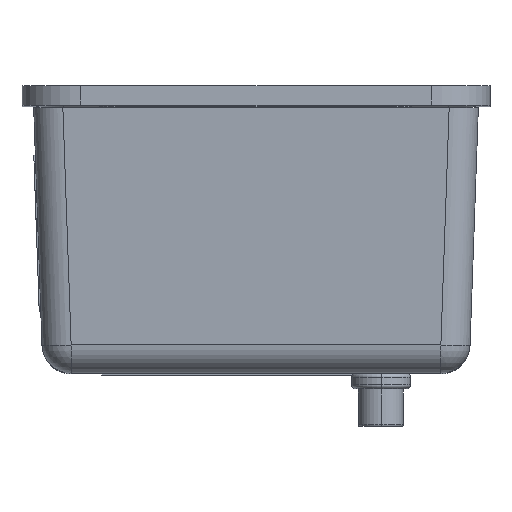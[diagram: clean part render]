
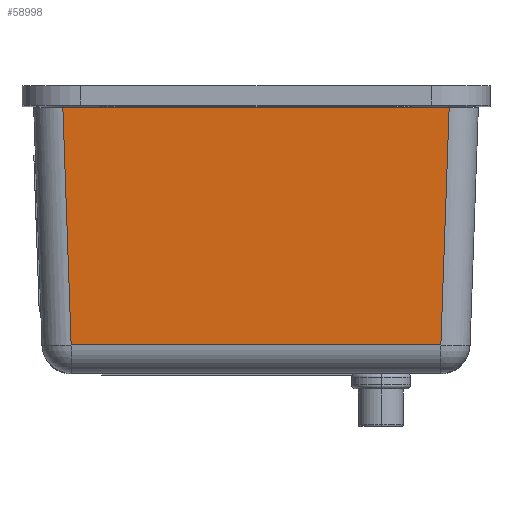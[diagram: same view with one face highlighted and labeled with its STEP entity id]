
A CAD part, top view. The second image highlights one B-rep face of the part: STEP entity #58998.
In plain terms, the highlighted face is planar.
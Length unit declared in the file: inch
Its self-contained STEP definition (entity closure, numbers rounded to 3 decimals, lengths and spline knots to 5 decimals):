
#12239 = VECTOR ( 'NONE', #231234, 39.37008 ) ;
#27896 = ORIENTED_EDGE ( 'NONE', *, *, #249836, .F. ) ;
#49248 = DIRECTION ( 'NONE',  ( 0.035, -0.999, 0.035 ) ) ;
#51487 = CARTESIAN_POINT ( 'NONE',  ( -1.5, 0., -1.425 ) ) ;
#54454 = DIRECTION ( 'NONE',  ( 0.035, -0.999, 0. ) ) ;
#54456 = CARTESIAN_POINT ( 'NONE',  ( -1.49676, -0.09277, 1.23487 ) ) ;
#58998 = ADVANCED_FACE ( 'NONE', ( #252034 ), #233460, .T. ) ;
#67469 = ORIENTED_EDGE ( 'NONE', *, *, #71197, .T. ) ;
#71197 = EDGE_CURVE ( 'NONE', #257009, #266062, #224258, .T. ) ;
#97099 = CARTESIAN_POINT ( 'NONE',  ( -1.5, 0., -1.425 ) ) ;
#101658 = ORIENTED_EDGE ( 'NONE', *, *, #198626, .T. ) ;
#109931 = AXIS2_PLACEMENT_3D ( 'NONE', #51487, #235454, #54454 ) ;
#120312 = CARTESIAN_POINT ( 'NONE',  ( -1.5, 0., 1.23811 ) ) ;
#121019 = VECTOR ( 'NONE', #49248, 39.37008 ) ;
#127437 = ORIENTED_EDGE ( 'NONE', *, *, #224032, .T. ) ;
#133187 = LINE ( 'NONE', #97099, #12239 ) ;
#134289 = CARTESIAN_POINT ( 'NONE',  ( -1.5, 0., -1.23811 ) ) ;
#138756 = LINE ( 'NONE', #138850, #121019 ) ;
#138850 = CARTESIAN_POINT ( 'NONE',  ( -1.50023, 0.00651, -1.23834 ) ) ;
#149075 = CARTESIAN_POINT ( 'NONE',  ( -1.44694, -1.51953, 1.18505 ) ) ;
#198626 = EDGE_CURVE ( 'NONE', #256849, #239162, #138756, .T. ) ;
#203399 = CARTESIAN_POINT ( 'NONE',  ( -1.44694, -1.51953, -1.18505 ) ) ;
#223470 = LINE ( 'NONE', #273272, #294798 ) ;
#224032 = EDGE_CURVE ( 'NONE', #239162, #257009, #223470, .T. ) ;
#224258 = LINE ( 'NONE', #54456, #252807 ) ;
#231234 = DIRECTION ( 'NONE',  ( 0., 0., 1. ) ) ;
#233460 = PLANE ( 'NONE',  #109931 ) ;
#233734 = EDGE_LOOP ( 'NONE', ( #127437, #67469, #27896, #101658 ) ) ;
#235454 = DIRECTION ( 'NONE',  ( -0.999, -0.035, 0. ) ) ;
#235456 = DIRECTION ( 'NONE',  ( -0.035, 0.999, 0.035 ) ) ;
#239162 = VERTEX_POINT ( 'NONE', #203399 ) ;
#249836 = EDGE_CURVE ( 'NONE', #256849, #266062, #133187, .T. ) ;
#252034 = FACE_OUTER_BOUND ( 'NONE', #233734, .T. ) ;
#252807 = VECTOR ( 'NONE', #235456, 39.37008 ) ;
#256849 = VERTEX_POINT ( 'NONE', #134289 ) ;
#257009 = VERTEX_POINT ( 'NONE', #149075 ) ;
#266062 = VERTEX_POINT ( 'NONE', #120312 ) ;
#273272 = CARTESIAN_POINT ( 'NONE',  ( -1.44694, -1.51953, -1.425 ) ) ;
#294798 = VECTOR ( 'NONE', #295158, 39.37008 ) ;
#295158 = DIRECTION ( 'NONE',  ( 0., 0., 1. ) ) ;
